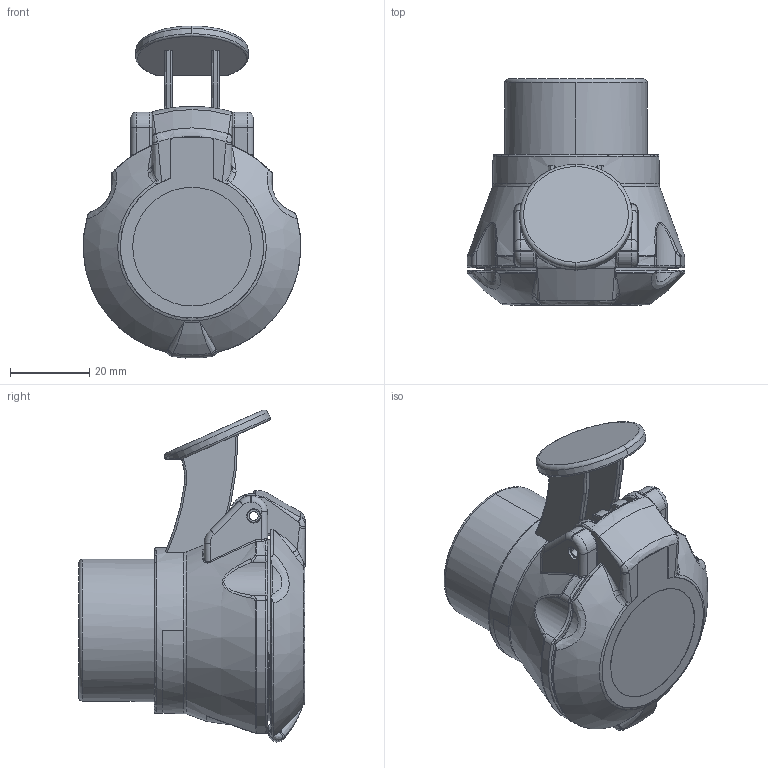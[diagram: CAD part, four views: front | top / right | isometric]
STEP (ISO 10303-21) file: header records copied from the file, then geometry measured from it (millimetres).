
FILE_DESCRIPTION((''),'2;1');
FILE_NAME('311138_SW0002','2014-05-15T',('tesi'),(''),'PRO/ENGINEER BY PARAMETRIC TECHNOLOGY CORPORATION, 2012480','PRO/ENGINEER BY PARAMETRIC TECHNOLOGY CORPORATION, 2012480','');
FILE_SCHEMA(('CONFIG_CONTROL_DESIGN'));
Products named in the file (1): 311138_SW0002
Bounding box: 54.96 x 57.2 x 83.91 mm (x, y, z)
Volume: 60913.1 mm3; surface area: 36383.5 mm2
Topology: 1 solids, 1 shells, 2828 faces, 7821 edges, 5109 vertices
Faces by surface type: plane 2215, cylinder 270, torus 160, bspline 108, cone 48, sphere 27
Entity records: 96844 total; most frequent: CARTESIAN_POINT 24969, ORIENTED_EDGE 15638, DIRECTION 13799, EDGE_CURVE 7819, VECTOR 6427, LINE 6427, VERTEX_POINT 5109, AXIS2_PLACEMENT_3D 3686
